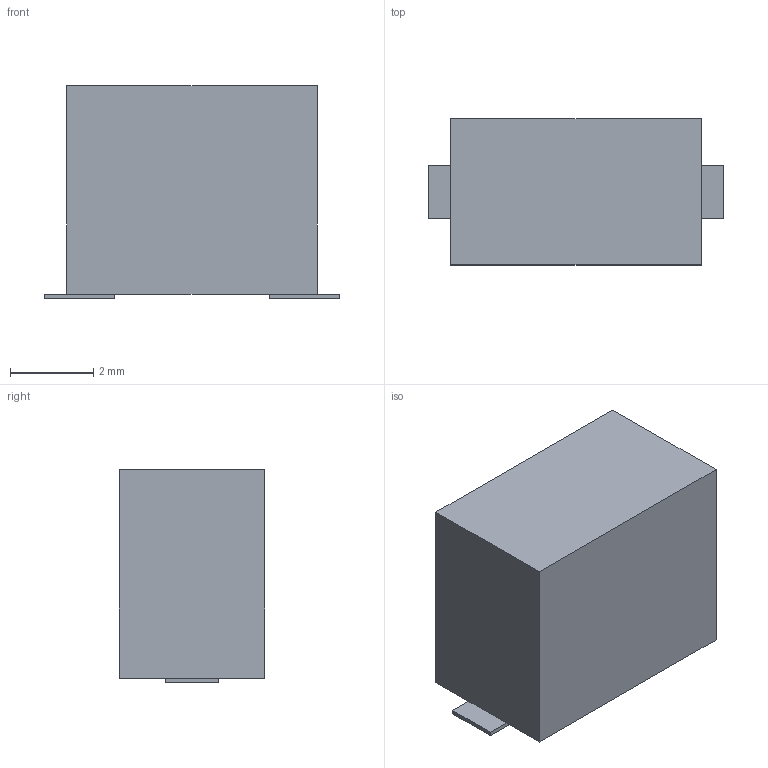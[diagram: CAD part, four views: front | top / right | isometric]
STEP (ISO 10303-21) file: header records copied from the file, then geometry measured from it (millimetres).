
FILE_DESCRIPTION(('FreeCAD Model'),'2;1');
FILE_NAME('1008350.1.2.stp','2022-08-05T17:26:36',( 'Author'),(''),'Open CASCADE STEP processor 6.9','FreeCAD','Unknown' );
FILE_SCHEMA(('AUTOMOTIVE_DESIGN { 1 0 10303 214 1 1 1 1 }'));
Length unit declared in the file: millimetre
Products named in the file (3): ASSEMBLY; Body; Pins
Assembly tree (2 placements, depth 2):
  ASSEMBLY
    Body
    Pins
Bounding box: 7.08 x 3.5 x 5.1 mm (x, y, z)
Volume: 105.4 mm3; surface area: 146.8 mm2
Topology: 3 solids, 3 shells, 18 faces, 36 edges, 24 vertices
Faces by surface type: plane 18
Entity records: 1001 total; most frequent: CARTESIAN_POINT 153, DIRECTION 150, LINE 108, VECTOR 108, ORIENTED_EDGE 72, PCURVE 72, DEFINITIONAL_REPRESENTATION 72, EDGE_CURVE 36
